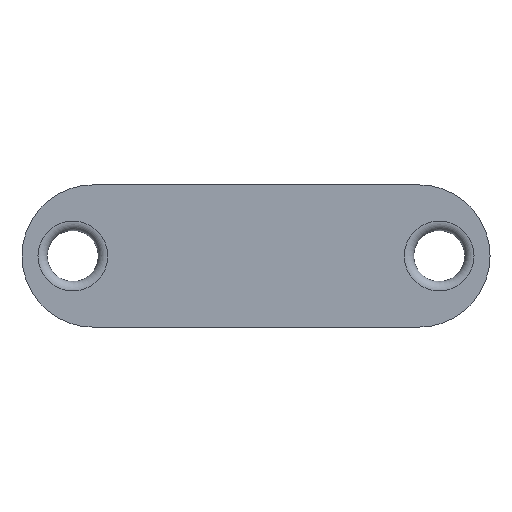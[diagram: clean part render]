
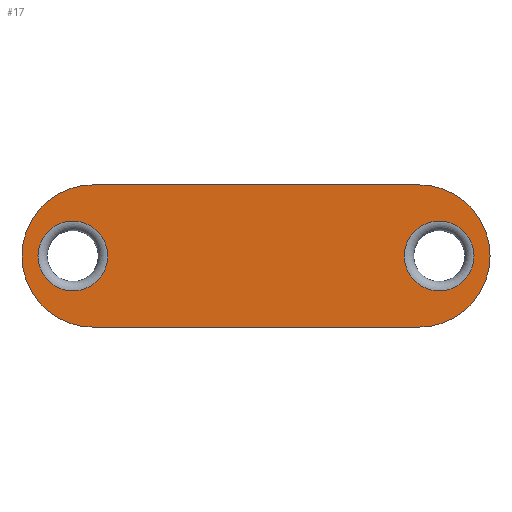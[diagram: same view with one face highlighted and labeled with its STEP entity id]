
A CAD part, top view. The second image highlights one B-rep face of the part: STEP entity #17.
In plain terms, the highlighted planar face has unit normal (0, 0, 1).
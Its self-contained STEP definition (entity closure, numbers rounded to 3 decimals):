
#17 = ADVANCED_FACE('',(#18,#58,#93),#31,.F.);
#18 = FACE_BOUND('',#19,.F.);
#19 = EDGE_LOOP('',(#20));
#20 = ORIENTED_EDGE('',*,*,#21,.T.);
#21 = EDGE_CURVE('',#22,#22,#24,.T.);
#22 = VERTEX_POINT('',#23);
#23 = CARTESIAN_POINT('',(-15.85,0.,1.4));
#24 = SURFACE_CURVE('',#25,(#30,#46),.PCURVE_S1.);
#25 = CIRCLE('',#26,3.725);
#26 = AXIS2_PLACEMENT_3D('',#27,#28,#29);
#27 = CARTESIAN_POINT('',(-19.575,0.,1.4));
#28 = DIRECTION('',(0.,0.,1.));
#29 = DIRECTION('',(1.,0.,0.));
#30 = PCURVE('',#31,#36);
#31 = PLANE('',#32);
#32 = AXIS2_PLACEMENT_3D('',#33,#34,#35);
#33 = CARTESIAN_POINT('',(-17.4,7.6,1.4));
#34 = DIRECTION('',(0.,0.,-1.));
#35 = DIRECTION('',(-1.,0.,0.));
#36 = DEFINITIONAL_REPRESENTATION('',(#37),#45);
#37 = ( BOUNDED_CURVE() B_SPLINE_CURVE(2,(#38,#39,#40,#41,#42,#43,#44),
.UNSPECIFIED.,.F.,.F.) B_SPLINE_CURVE_WITH_KNOTS((1,2,2,2,2,1),(
    -2.094,0.,2.094,4.189,6.283,
8.378),.UNSPECIFIED.) CURVE() GEOMETRIC_REPRESENTATION_ITEM() 
RATIONAL_B_SPLINE_CURVE((1.,0.5,1.,0.5,1.,0.5,1.)) REPRESENTATION_ITEM(
  '') );
#38 = CARTESIAN_POINT('',(-1.55,-7.6));
#39 = CARTESIAN_POINT('',(-1.55,-1.148));
#40 = CARTESIAN_POINT('',(4.038,-4.374));
#41 = CARTESIAN_POINT('',(9.625,-7.6));
#42 = CARTESIAN_POINT('',(4.038,-10.826));
#43 = CARTESIAN_POINT('',(-1.55,-14.052));
#44 = CARTESIAN_POINT('',(-1.55,-7.6));
#45 = ( GEOMETRIC_REPRESENTATION_CONTEXT(2) 
PARAMETRIC_REPRESENTATION_CONTEXT() REPRESENTATION_CONTEXT('2D SPACE',''
  ) );
#46 = PCURVE('',#47,#52);
#47 = TOROIDAL_SURFACE('',#48,3.725,1.);
#48 = AXIS2_PLACEMENT_3D('',#49,#50,#51);
#49 = CARTESIAN_POINT('',(-19.575,0.,0.4));
#50 = DIRECTION('',(0.,0.,1.));
#51 = DIRECTION('',(1.,0.,0.));
#52 = DEFINITIONAL_REPRESENTATION('',(#53),#57);
#53 = LINE('',#54,#55);
#54 = CARTESIAN_POINT('',(0.,1.571));
#55 = VECTOR('',#56,1.);
#56 = DIRECTION('',(1.,0.));
#57 = ( GEOMETRIC_REPRESENTATION_CONTEXT(2) 
PARAMETRIC_REPRESENTATION_CONTEXT() REPRESENTATION_CONTEXT('2D SPACE',''
  ) );
#58 = FACE_BOUND('',#59,.F.);
#59 = EDGE_LOOP('',(#60));
#60 = ORIENTED_EDGE('',*,*,#61,.T.);
#61 = EDGE_CURVE('',#62,#62,#64,.T.);
#62 = VERTEX_POINT('',#63);
#63 = CARTESIAN_POINT('',(23.3,0.,1.4));
#64 = SURFACE_CURVE('',#65,(#70,#81),.PCURVE_S1.);
#65 = CIRCLE('',#66,3.725);
#66 = AXIS2_PLACEMENT_3D('',#67,#68,#69);
#67 = CARTESIAN_POINT('',(19.575,0.,1.4));
#68 = DIRECTION('',(0.,0.,1.));
#69 = DIRECTION('',(1.,0.,0.));
#70 = PCURVE('',#31,#71);
#71 = DEFINITIONAL_REPRESENTATION('',(#72),#80);
#72 = ( BOUNDED_CURVE() B_SPLINE_CURVE(2,(#73,#74,#75,#76,#77,#78,#79),
.UNSPECIFIED.,.T.,.F.) B_SPLINE_CURVE_WITH_KNOTS((1,2,2,2,2,1),(
    -2.094,0.,2.094,4.189,6.283,
8.378),.UNSPECIFIED.) CURVE() GEOMETRIC_REPRESENTATION_ITEM() 
RATIONAL_B_SPLINE_CURVE((1.,0.5,1.,0.5,1.,0.5,1.)) REPRESENTATION_ITEM(
  '') );
#73 = CARTESIAN_POINT('',(-40.7,-7.6));
#74 = CARTESIAN_POINT('',(-40.7,-1.148));
#75 = CARTESIAN_POINT('',(-35.113,-4.374));
#76 = CARTESIAN_POINT('',(-29.525,-7.6));
#77 = CARTESIAN_POINT('',(-35.113,-10.826));
#78 = CARTESIAN_POINT('',(-40.7,-14.052));
#79 = CARTESIAN_POINT('',(-40.7,-7.6));
#80 = ( GEOMETRIC_REPRESENTATION_CONTEXT(2) 
PARAMETRIC_REPRESENTATION_CONTEXT() REPRESENTATION_CONTEXT('2D SPACE',''
  ) );
#81 = PCURVE('',#82,#87);
#82 = TOROIDAL_SURFACE('',#83,3.725,1.);
#83 = AXIS2_PLACEMENT_3D('',#84,#85,#86);
#84 = CARTESIAN_POINT('',(19.575,0.,0.4));
#85 = DIRECTION('',(0.,0.,-1.));
#86 = DIRECTION('',(1.,0.,0.));
#87 = DEFINITIONAL_REPRESENTATION('',(#88),#92);
#88 = LINE('',#89,#90);
#89 = CARTESIAN_POINT('',(0.,4.712));
#90 = VECTOR('',#91,1.);
#91 = DIRECTION('',(-1.,0.));
#92 = ( GEOMETRIC_REPRESENTATION_CONTEXT(2) 
PARAMETRIC_REPRESENTATION_CONTEXT() REPRESENTATION_CONTEXT('2D SPACE',''
  ) );
#93 = FACE_BOUND('',#94,.T.);
#94 = EDGE_LOOP('',(#95,#130,#158,#191));
#95 = ORIENTED_EDGE('',*,*,#96,.T.);
#96 = EDGE_CURVE('',#97,#99,#101,.T.);
#97 = VERTEX_POINT('',#98);
#98 = CARTESIAN_POINT('',(-17.4,7.6,1.4));
#99 = VERTEX_POINT('',#100);
#100 = CARTESIAN_POINT('',(-17.4,-7.6,1.4));
#101 = SURFACE_CURVE('',#102,(#107,#118),.PCURVE_S1.);
#102 = CIRCLE('',#103,7.6);
#103 = AXIS2_PLACEMENT_3D('',#104,#105,#106);
#104 = CARTESIAN_POINT('',(-17.4,0.,1.4));
#105 = DIRECTION('',(0.,0.,1.));
#106 = DIRECTION('',(1.,0.,0.));
#107 = PCURVE('',#31,#108);
#108 = DEFINITIONAL_REPRESENTATION('',(#109),#117);
#109 = ( BOUNDED_CURVE() B_SPLINE_CURVE(2,(#110,#111,#112,#113,#114,#115
,#116),.UNSPECIFIED.,.T.,.F.) B_SPLINE_CURVE_WITH_KNOTS((1,2,2,2,2,1),(
    -2.094,0.,2.094,4.189,6.283,
8.378),.UNSPECIFIED.) CURVE() GEOMETRIC_REPRESENTATION_ITEM() 
RATIONAL_B_SPLINE_CURVE((1.,0.5,1.,0.5,1.,0.5,1.)) REPRESENTATION_ITEM(
  '') );
#110 = CARTESIAN_POINT('',(-7.6,-7.6));
#111 = CARTESIAN_POINT('',(-7.6,5.564));
#112 = CARTESIAN_POINT('',(3.8,-1.018));
#113 = CARTESIAN_POINT('',(15.2,-7.6));
#114 = CARTESIAN_POINT('',(3.8,-14.182));
#115 = CARTESIAN_POINT('',(-7.6,-20.764));
#116 = CARTESIAN_POINT('',(-7.6,-7.6));
#117 = ( GEOMETRIC_REPRESENTATION_CONTEXT(2) 
PARAMETRIC_REPRESENTATION_CONTEXT() REPRESENTATION_CONTEXT('2D SPACE',''
  ) );
#118 = PCURVE('',#119,#124);
#119 = CYLINDRICAL_SURFACE('',#120,7.6);
#120 = AXIS2_PLACEMENT_3D('',#121,#122,#123);
#121 = CARTESIAN_POINT('',(-17.4,0.,0.));
#122 = DIRECTION('',(0.,0.,-1.));
#123 = DIRECTION('',(1.,0.,0.));
#124 = DEFINITIONAL_REPRESENTATION('',(#125),#129);
#125 = LINE('',#126,#127);
#126 = CARTESIAN_POINT('',(0.,-1.4));
#127 = VECTOR('',#128,1.);
#128 = DIRECTION('',(-1.,0.));
#129 = ( GEOMETRIC_REPRESENTATION_CONTEXT(2) 
PARAMETRIC_REPRESENTATION_CONTEXT() REPRESENTATION_CONTEXT('2D SPACE',''
  ) );
#130 = ORIENTED_EDGE('',*,*,#131,.T.);
#131 = EDGE_CURVE('',#99,#132,#134,.T.);
#132 = VERTEX_POINT('',#133);
#133 = CARTESIAN_POINT('',(17.4,-7.6,1.4));
#134 = SURFACE_CURVE('',#135,(#139,#146),.PCURVE_S1.);
#135 = LINE('',#136,#137);
#136 = CARTESIAN_POINT('',(-17.4,-7.6,1.4));
#137 = VECTOR('',#138,1.);
#138 = DIRECTION('',(1.,0.,0.));
#139 = PCURVE('',#31,#140);
#140 = DEFINITIONAL_REPRESENTATION('',(#141),#145);
#141 = LINE('',#142,#143);
#142 = CARTESIAN_POINT('',(0.,-15.2));
#143 = VECTOR('',#144,1.);
#144 = DIRECTION('',(-1.,0.));
#145 = ( GEOMETRIC_REPRESENTATION_CONTEXT(2) 
PARAMETRIC_REPRESENTATION_CONTEXT() REPRESENTATION_CONTEXT('2D SPACE',''
  ) );
#146 = PCURVE('',#147,#152);
#147 = PLANE('',#148);
#148 = AXIS2_PLACEMENT_3D('',#149,#150,#151);
#149 = CARTESIAN_POINT('',(-17.4,-7.6,0.));
#150 = DIRECTION('',(0.,1.,0.));
#151 = DIRECTION('',(1.,0.,0.));
#152 = DEFINITIONAL_REPRESENTATION('',(#153),#157);
#153 = LINE('',#154,#155);
#154 = CARTESIAN_POINT('',(0.,-1.4));
#155 = VECTOR('',#156,1.);
#156 = DIRECTION('',(1.,0.));
#157 = ( GEOMETRIC_REPRESENTATION_CONTEXT(2) 
PARAMETRIC_REPRESENTATION_CONTEXT() REPRESENTATION_CONTEXT('2D SPACE',''
  ) );
#158 = ORIENTED_EDGE('',*,*,#159,.T.);
#159 = EDGE_CURVE('',#132,#160,#162,.T.);
#160 = VERTEX_POINT('',#161);
#161 = CARTESIAN_POINT('',(17.4,7.6,1.4));
#162 = SURFACE_CURVE('',#163,(#168,#179),.PCURVE_S1.);
#163 = CIRCLE('',#164,7.6);
#164 = AXIS2_PLACEMENT_3D('',#165,#166,#167);
#165 = CARTESIAN_POINT('',(17.4,0.,1.4));
#166 = DIRECTION('',(0.,0.,1.));
#167 = DIRECTION('',(1.,0.,0.));
#168 = PCURVE('',#31,#169);
#169 = DEFINITIONAL_REPRESENTATION('',(#170),#178);
#170 = ( BOUNDED_CURVE() B_SPLINE_CURVE(2,(#171,#172,#173,#174,#175,#176
,#177),.UNSPECIFIED.,.T.,.F.) B_SPLINE_CURVE_WITH_KNOTS((1,2,2,2,2,1),(
    -2.094,0.,2.094,4.189,6.283,
8.378),.UNSPECIFIED.) CURVE() GEOMETRIC_REPRESENTATION_ITEM() 
RATIONAL_B_SPLINE_CURVE((1.,0.5,1.,0.5,1.,0.5,1.)) REPRESENTATION_ITEM(
  '') );
#171 = CARTESIAN_POINT('',(-42.4,-7.6));
#172 = CARTESIAN_POINT('',(-42.4,5.564));
#173 = CARTESIAN_POINT('',(-31.,-1.018));
#174 = CARTESIAN_POINT('',(-19.6,-7.6));
#175 = CARTESIAN_POINT('',(-31.,-14.182));
#176 = CARTESIAN_POINT('',(-42.4,-20.764));
#177 = CARTESIAN_POINT('',(-42.4,-7.6));
#178 = ( GEOMETRIC_REPRESENTATION_CONTEXT(2) 
PARAMETRIC_REPRESENTATION_CONTEXT() REPRESENTATION_CONTEXT('2D SPACE',''
  ) );
#179 = PCURVE('',#180,#185);
#180 = CYLINDRICAL_SURFACE('',#181,7.6);
#181 = AXIS2_PLACEMENT_3D('',#182,#183,#184);
#182 = CARTESIAN_POINT('',(17.4,0.,0.));
#183 = DIRECTION('',(0.,0.,-1.));
#184 = DIRECTION('',(1.,0.,0.));
#185 = DEFINITIONAL_REPRESENTATION('',(#186),#190);
#186 = LINE('',#187,#188);
#187 = CARTESIAN_POINT('',(0.,-1.4));
#188 = VECTOR('',#189,1.);
#189 = DIRECTION('',(-1.,0.));
#190 = ( GEOMETRIC_REPRESENTATION_CONTEXT(2) 
PARAMETRIC_REPRESENTATION_CONTEXT() REPRESENTATION_CONTEXT('2D SPACE',''
  ) );
#191 = ORIENTED_EDGE('',*,*,#192,.F.);
#192 = EDGE_CURVE('',#97,#160,#193,.T.);
#193 = SURFACE_CURVE('',#194,(#198,#205),.PCURVE_S1.);
#194 = LINE('',#195,#196);
#195 = CARTESIAN_POINT('',(-17.4,7.6,1.4));
#196 = VECTOR('',#197,1.);
#197 = DIRECTION('',(1.,0.,0.));
#198 = PCURVE('',#31,#199);
#199 = DEFINITIONAL_REPRESENTATION('',(#200),#204);
#200 = LINE('',#201,#202);
#201 = CARTESIAN_POINT('',(0.,0.));
#202 = VECTOR('',#203,1.);
#203 = DIRECTION('',(-1.,0.));
#204 = ( GEOMETRIC_REPRESENTATION_CONTEXT(2) 
PARAMETRIC_REPRESENTATION_CONTEXT() REPRESENTATION_CONTEXT('2D SPACE',''
  ) );
#205 = PCURVE('',#206,#211);
#206 = PLANE('',#207);
#207 = AXIS2_PLACEMENT_3D('',#208,#209,#210);
#208 = CARTESIAN_POINT('',(-17.4,7.6,0.));
#209 = DIRECTION('',(0.,1.,0.));
#210 = DIRECTION('',(1.,0.,0.));
#211 = DEFINITIONAL_REPRESENTATION('',(#212),#216);
#212 = LINE('',#213,#214);
#213 = CARTESIAN_POINT('',(0.,-1.4));
#214 = VECTOR('',#215,1.);
#215 = DIRECTION('',(1.,0.));
#216 = ( GEOMETRIC_REPRESENTATION_CONTEXT(2) 
PARAMETRIC_REPRESENTATION_CONTEXT() REPRESENTATION_CONTEXT('2D SPACE',''
  ) );
